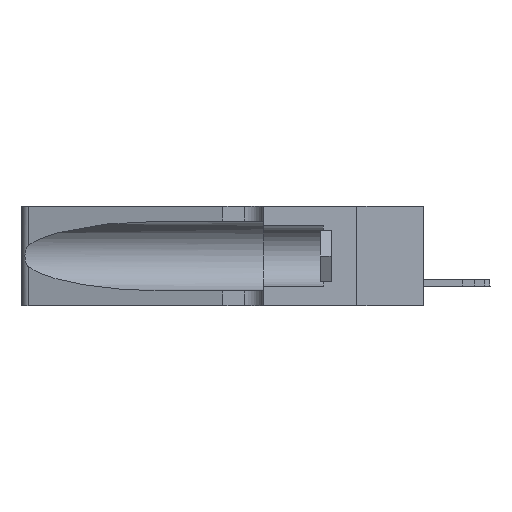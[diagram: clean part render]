
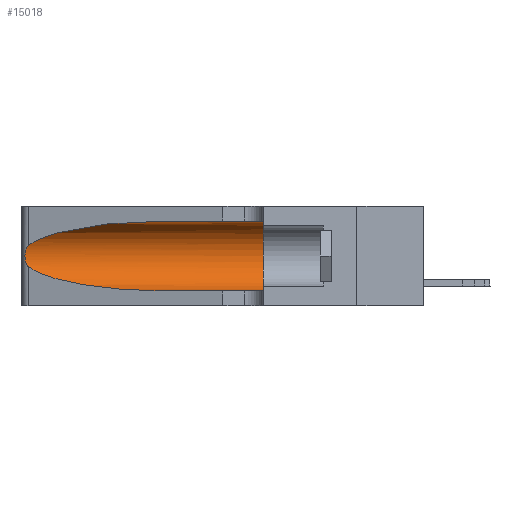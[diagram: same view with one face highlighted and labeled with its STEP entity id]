
A CAD part, left-side view. The second image highlights one B-rep face of the part: STEP entity #15018.
In plain terms, the highlighted cylindrical face has radius 3.308 mm (diameter 6.617 mm), a partial arc.
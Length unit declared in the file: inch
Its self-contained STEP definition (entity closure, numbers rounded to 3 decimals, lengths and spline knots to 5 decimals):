
#649 = CARTESIAN_POINT ( 'NONE',  ( 0.26075, 1.23896, 0.178 ) ) ;
#820 = CARTESIAN_POINT ( 'NONE',  ( 0.1305, 0.35, 0.31525 ) ) ;
#1467 = EDGE_CURVE ( 'NONE', #19963, #4300, #24095, .T. ) ;
#2739 = CARTESIAN_POINT ( 'NONE',  ( 0.25487, 1.22718, 0.22369 ) ) ;
#2935 = EDGE_CURVE ( 'NONE', #8095, #4893, #20957, .T. ) ;
#3306 = CARTESIAN_POINT ( 'NONE',  ( 0.18966, 0.96281, 0.05475 ) ) ;
#4090 = ORIENTED_EDGE ( 'NONE', *, *, #2935, .T. ) ;
#4300 = VERTEX_POINT ( 'NONE', #25259 ) ;
#4372 = CARTESIAN_POINT ( 'NONE',  ( 0.25487, 1.22718, 0.22369 ) ) ;
#4893 = VERTEX_POINT ( 'NONE', #2739 ) ;
#5261 = ORIENTED_EDGE ( 'NONE', *, *, #8925, .T. ) ;
#5860 = CARTESIAN_POINT ( 'NONE',  ( 0.2373, 1.15595, 0.28018 ) ) ;
#6300 = CARTESIAN_POINT ( 'NONE',  ( 0.18966, 0.96281, 0.31525 ) ) ;
#6662 = CARTESIAN_POINT ( 'NONE',  ( 0.25555, 1.22993, 0.14849 ) ) ;
#6956 = VERTEX_POINT ( 'NONE', #820 ) ;
#7149 = EDGE_CURVE ( 'NONE', #4893, #19963, #9178, .T. ) ;
#7335 = DIRECTION ( 'NONE',  ( 0., -1., 0. ) ) ;
#7825 = CARTESIAN_POINT ( 'NONE',  ( 0.25487, 1.22718, 0.14631 ) ) ;
#8095 = VERTEX_POINT ( 'NONE', #9828 ) ;
#8468 = ORIENTED_EDGE ( 'NONE', *, *, #7149, .T. ) ;
#8789 = CARTESIAN_POINT ( 'NONE',  ( 0.1305, 1.61858, 0.05475 ) ) ;
#8857 = CARTESIAN_POINT ( 'NONE',  ( 0.25789, 1.23486, 0.15765 ) ) ;
#8925 = EDGE_CURVE ( 'NONE', #4300, #17461, #12542, .T. ) ;
#9178 = B_SPLINE_CURVE_WITH_KNOTS ( 'NONE', 3,
 ( #17376, #19361, #15274, #10973, #25529, #13021, #15091, #649, #15367, #23529, #8857, #17469, #6662, #11138 ),
 .UNSPECIFIED., .F., .F.,
 ( 4, 2, 2, 2, 2, 2, 4 ),
 ( 0., 0.00027, 0.00053, 0.00107, 0.0016, 0.00187, 0.00214 ),
 .UNSPECIFIED. ) ;
#9828 = CARTESIAN_POINT ( 'NONE',  ( 0.1305, 0.72297, 0.31525 ) ) ;
#9861 = EDGE_CURVE ( 'NONE', #6956, #17461, #17042, .T. ) ;
#10294 = VECTOR ( 'NONE', #7335, 39.37008 ) ;
#10973 = CARTESIAN_POINT ( 'NONE',  ( 0.25787, 1.23484, 0.2124 ) ) ;
#11138 = CARTESIAN_POINT ( 'NONE',  ( 0.25487, 1.22718, 0.14631 ) ) ;
#11349 = DIRECTION ( 'NONE',  ( 0., -1., 0. ) ) ;
#11465 = CARTESIAN_POINT ( 'NONE',  ( 0.1305, 1.61858, 0.31525 ) ) ;
#11507 = CARTESIAN_POINT ( 'NONE',  ( 0.25487, 1.22718, 0.14631 ) ) ;
#11768 = EDGE_CURVE ( 'NONE', #8095, #6956, #24425, .T. ) ;
#12165 = ORIENTED_EDGE ( 'NONE', *, *, #9861, .F. ) ;
#12542 = LINE ( 'NONE', #8789, #10294 ) ;
#12570 = AXIS2_PLACEMENT_3D ( 'NONE', #15927, #16011, #23992 ) ;
#13021 = CARTESIAN_POINT ( 'NONE',  ( 0.26018, 1.23835, 0.19895 ) ) ;
#13597 = CARTESIAN_POINT ( 'NONE',  ( 0.2373, 1.15595, 0.08982 ) ) ;
#13643 = DIRECTION ( 'NONE',  ( 0., -1., 0. ) ) ;
#14213 = FACE_OUTER_BOUND ( 'NONE', #15757, .T. ) ;
#14407 = VECTOR ( 'NONE', #13643, 39.37008 ) ;
#15018 = ADVANCED_FACE ( 'NONE', ( #14213 ), #16151, .F. ) ;
#15091 = CARTESIAN_POINT ( 'NONE',  ( 0.26075, 1.23896, 0.19203 ) ) ;
#15274 = CARTESIAN_POINT ( 'NONE',  ( 0.25639, 1.23184, 0.21858 ) ) ;
#15367 = CARTESIAN_POINT ( 'NONE',  ( 0.26017, 1.23833, 0.17102 ) ) ;
#15479 = CARTESIAN_POINT ( 'NONE',  ( 0.1305, 1.61858, 0.185 ) ) ;
#15757 = EDGE_LOOP ( 'NONE', ( #4090, #8468, #24105, #5261, #12165, #16349 ) ) ;
#15927 = CARTESIAN_POINT ( 'NONE',  ( 0.1305, 0.35, 0.185 ) ) ;
#16011 = DIRECTION ( 'NONE',  ( 0., 1., 0. ) ) ;
#16151 = CYLINDRICAL_SURFACE ( 'NONE', #19599, 0.13025 ) ;
#16349 = ORIENTED_EDGE ( 'NONE', *, *, #11768, .F. ) ;
#17042 = CIRCLE ( 'NONE', #12570, 0.13025 ) ;
#17376 = CARTESIAN_POINT ( 'NONE',  ( 0.25487, 1.22718, 0.22369 ) ) ;
#17461 = VERTEX_POINT ( 'NONE', #23039 ) ;
#17469 = CARTESIAN_POINT ( 'NONE',  ( 0.25639, 1.23186, 0.15144 ) ) ;
#19361 = CARTESIAN_POINT ( 'NONE',  ( 0.25555, 1.22994, 0.2215 ) ) ;
#19599 = AXIS2_PLACEMENT_3D ( 'NONE', #15479, #11349, #25634 ) ;
#19833 = CARTESIAN_POINT ( 'NONE',  ( 0.1305, 0.72297, 0.05475 ) ) ;
#19963 = VERTEX_POINT ( 'NONE', #7825 ) ;
#20957 =( BOUNDED_CURVE ( )  B_SPLINE_CURVE ( 3, ( #26443, #6300, #5860, #4372 ),
 .UNSPECIFIED., .F., .F. ) 
 B_SPLINE_CURVE_WITH_KNOTS ( ( 4, 4 ),
 ( 1.5708, 2.84003 ),
 .UNSPECIFIED. ) 
 CURVE ( )  GEOMETRIC_REPRESENTATION_ITEM ( )  RATIONAL_B_SPLINE_CURVE ( ( 1., 0.87, 0.87, 1. ) ) 
 REPRESENTATION_ITEM ( '' )  );
#23039 = CARTESIAN_POINT ( 'NONE',  ( 0.1305, 0.35, 0.05475 ) ) ;
#23529 = CARTESIAN_POINT ( 'NONE',  ( 0.25856, 1.23593, 0.16098 ) ) ;
#23992 = DIRECTION ( 'NONE',  ( 0., 0., 1. ) ) ;
#24095 =( BOUNDED_CURVE ( )  B_SPLINE_CURVE ( 3, ( #11507, #13597, #3306, #19833 ),
 .UNSPECIFIED., .F., .T. ) 
 B_SPLINE_CURVE_WITH_KNOTS ( ( 4, 4 ),
 ( 3.44316, 4.71239 ),
 .UNSPECIFIED. ) 
 CURVE ( )  GEOMETRIC_REPRESENTATION_ITEM ( )  RATIONAL_B_SPLINE_CURVE ( ( 1., 0.87, 0.87, 1. ) ) 
 REPRESENTATION_ITEM ( '' )  );
#24105 = ORIENTED_EDGE ( 'NONE', *, *, #1467, .T. ) ;
#24425 = LINE ( 'NONE', #11465, #14407 ) ;
#25259 = CARTESIAN_POINT ( 'NONE',  ( 0.1305, 0.72297, 0.05475 ) ) ;
#25529 = CARTESIAN_POINT ( 'NONE',  ( 0.25854, 1.2359, 0.20912 ) ) ;
#25634 = DIRECTION ( 'NONE',  ( 0., 0., -1. ) ) ;
#26443 = CARTESIAN_POINT ( 'NONE',  ( 0.1305, 0.72297, 0.31525 ) ) ;
